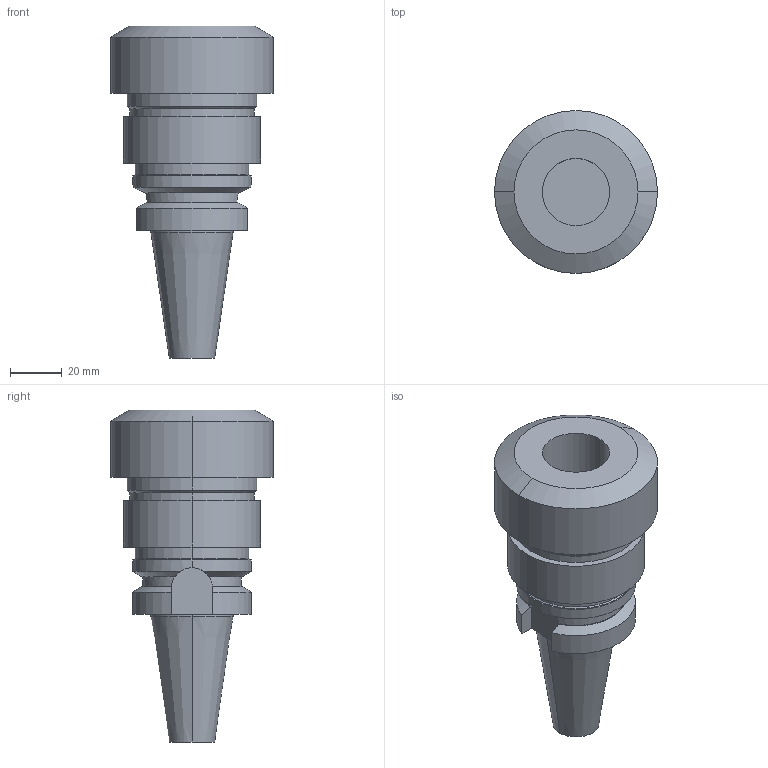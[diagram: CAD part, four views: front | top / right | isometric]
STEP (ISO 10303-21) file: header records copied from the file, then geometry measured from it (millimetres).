
FILE_DESCRIPTION (( 'STEP AP203' ), '1' );
FILE_NAME ('STP-25.122.40.080.STEP', '2017-03-21T06:16:25', ( '' ), ( '' ), 'SwSTEP 2.0', 'SolidWorks 2015', '' );
FILE_SCHEMA (( 'CONFIG_CONTROL_DESIGN' ));
Length unit declared in the file: millimetre
Products named in the file (1): STP-25.122.40.080
Bounding box: 63 x 63 x 128.4 mm (x, y, z)
Volume: 168191.9 mm3; surface area: 28722.3 mm2
Topology: 1 solids, 1 shells, 63 faces, 146 edges, 92 vertices
Faces by surface type: cylinder 29, plane 20, cone 14
Entity records: 1928 total; most frequent: CARTESIAN_POINT 404, DIRECTION 317, ORIENTED_EDGE 288, EDGE_CURVE 144, AXIS2_PLACEMENT_3D 129, VERTEX_POINT 92, EDGE_LOOP 72, CIRCLE 65
